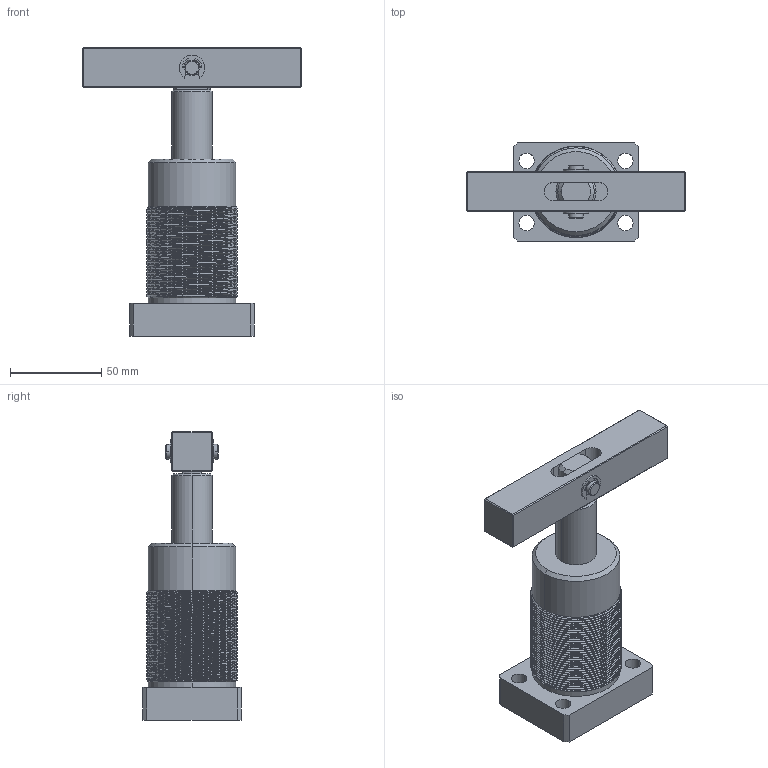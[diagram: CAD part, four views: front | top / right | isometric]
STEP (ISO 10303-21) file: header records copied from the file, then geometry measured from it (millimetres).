
FILE_DESCRIPTION (( 'STEP AP214' ), '1' );
FILE_NAME ('NDS-32BF.STEP', '2019-05-22T01:47:46', ( '' ), ( '' ), 'SwSTEP 2.0', 'SolidWorks 2016', '' );
FILE_SCHEMA (( 'AUTOMOTIVE_DESIGN' ));
Length unit declared in the file: millimetre
Products named in the file (5): 种粣-32; 邧揤旋-32; 縐銅え-32; NDS-32BF-BT; NDS-32BF
Assembly tree (5 placements, depth 2):
  NDS-32BF
    NDS-32BF-BT
    縐銅え-32  x2
    邧揤旋-32
    种粣-32
Bounding box: 120 x 54 x 158 mm (x, y, z)
Volume: 279588.8 mm3; surface area: 48129.3 mm2
Topology: 5 solids, 5 shells, 222 faces, 559 edges, 357 vertices
Faces by surface type: cylinder 134, plane 66, cone 20, bspline 2
Entity records: 10381 total; most frequent: CARTESIAN_POINT 5580, ORIENTED_EDGE 1022, DIRECTION 925, EDGE_CURVE 511, AXIS2_PLACEMENT_3D 347, VERTEX_POINT 325, VECTOR 231, LINE 231
